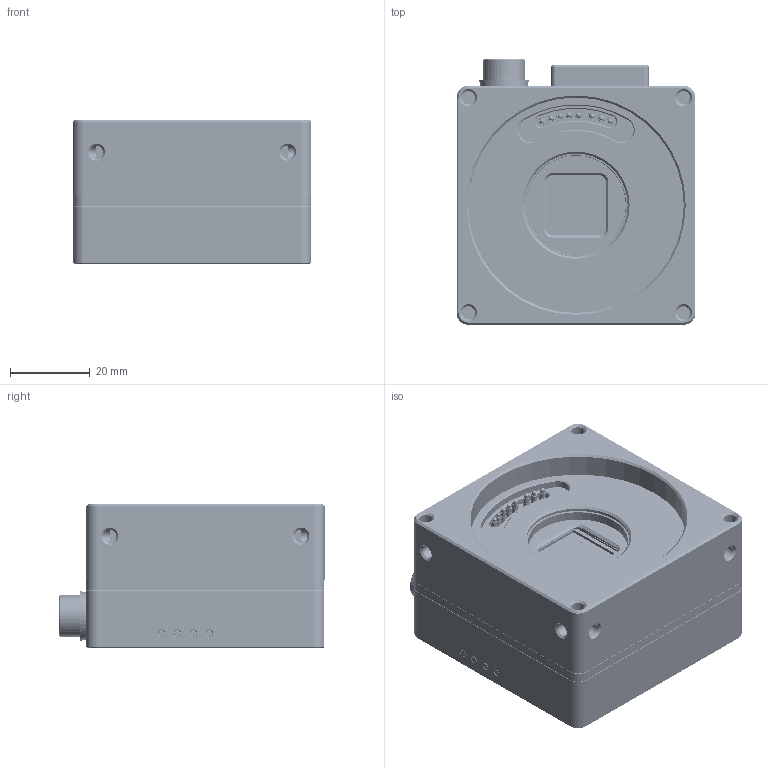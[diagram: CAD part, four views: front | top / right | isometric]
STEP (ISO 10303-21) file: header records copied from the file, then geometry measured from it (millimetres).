
FILE_DESCRIPTION(/* description */ ('step model'),/* implementation_level */ '2;1');
FILE_NAME(/* name */ 'DRW-CB-(MECH-CB042xG-GP).stp',/* time_stamp */ '2017-09-18T10:42:33+02:00',/* author */ ('Spano'),/* organization */ ('Ximea'),/* preprocessor_version */ 'ST-DEVELOPER v16',/* originating_system */ 'SIEMENS PLM Software NX 11.0',/* authorisation */ '');
FILE_SCHEMA (('AUTOMOTIVE_DESIGN { 1 0 10303 214 3 1 1 1 }'));
Products named in the file (24): GSENSE2020-GLASS; GSENSE2020-BODY; 60-30-1112-nut; thermagon-10x10x0.2; Peltier-10x10x2.5; thermagon-10x10x1; PCA-CB040-SensorBoard-REV2d; MECH-CB042-FRONT; MECH-CB042-MID; TFLEX-5100-5x10x2.54; TFLEX-540-6x12x1; TFLEX-540-16x16x1; SROB-M2X18-IMBUS-STNLS; SROB-M2x3-CUST; PCA-CB-Artix-Main-REV1; SROB-M1.6X4-IMBUS-STNLS; SROB-M2X5-IMBUS-STNLS; PCA-CB-ConnectorBoard-REV3.4; HR25-9TR-12SA; LIGHTPIPE_5151016f; MECH-CB-REAR-REV3.0; PCA-CB-LensControl-REV3.4-LIGHTWEIGHT; GSENSE2020-ASSEMBLY; 00_ASSEMBLY
Assembly tree (38 placements, depth 3):
  00_ASSEMBLY
    PCA-CB-LensControl-REV3.4-LIGHTWEIGHT
    MECH-CB-REAR-REV3.0
    LIGHTPIPE_5151016f  x4
    HR25-9TR-12SA
    PCA-CB-ConnectorBoard-REV3.4
    SROB-M2X5-IMBUS-STNLS  x4
    SROB-M1.6X4-IMBUS-STNLS  x3
    PCA-CB-Artix-Main-REV1
    SROB-M2x3-CUST  x3
    SROB-M2X18-IMBUS-STNLS  x4
    TFLEX-540-16x16x1
    TFLEX-540-6x12x1  x2
    TFLEX-5100-5x10x2.54  x2
    MECH-CB042-MID
    MECH-CB042-FRONT
    GSENSE2020-ASSEMBLY
      GSENSE2020-BODY
      GSENSE2020-GLASS
    PCA-CB040-SensorBoard-REV2d
    thermagon-10x10x1
    Peltier-10x10x2.5
    thermagon-10x10x0.2
    60-30-1112-nut
Bounding box: 60 x 66.7 x 36 mm (x, y, z)
Volume: 55442.6 mm3; surface area: 65842 mm2
Topology: 56 solids, 56 shells, 4121 faces, 8971 edges, 5661 vertices
Faces by surface type: plane 1857, cylinder 1399, cone 788, bspline 33, torus 32, revolution 10, extrusion 2
Full cylindrical faces by diameter (mm): 0.3 x153, 0.4 x12, 0.56 x153, 0.6 x24, 0.76 x306, 1.3 x11, 1.4 x3, 1.45 x4, 1.55 x8, 1.6 x21, 1.9 x3, 2 x21, 2.1 x16, 2.5 x4, 3 x6, 3.3 x12, 3.8 x8, 4.1 x8, 10 x1, 13.8 x1, 25 x1, 25.9 x1, 54.1 x1
Entity records: 113615 total; most frequent: CARTESIAN_POINT 19916, DIRECTION 18818, ORIENTED_EDGE 15682, EDGE_CURVE 7841, AXIS2_PLACEMENT_3D 7410, VERTEX_POINT 5170, EDGE_LOOP 5020, VECTOR 3988
